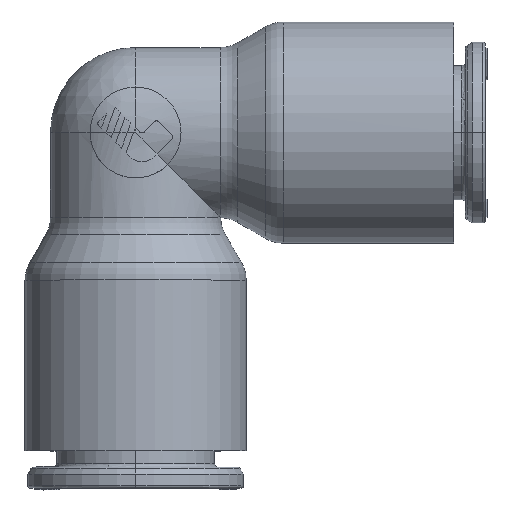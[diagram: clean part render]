
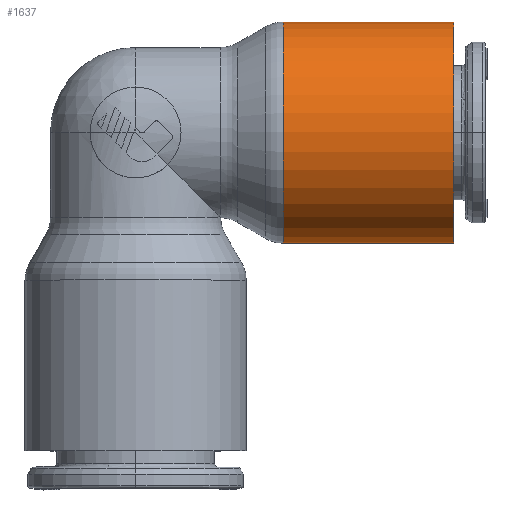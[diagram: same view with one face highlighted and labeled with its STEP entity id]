
A CAD part, top view. The second image highlights one B-rep face of the part: STEP entity #1637.
In plain terms, the highlighted cylindrical face has radius 9.49 mm (diameter 18.98 mm), a partial arc.
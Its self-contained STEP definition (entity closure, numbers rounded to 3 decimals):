
#1637=ADVANCED_FACE('',(#4445),#4446,.T.);
#4445=FACE_OUTER_BOUND('',#13181,.T.);
#4446=CYLINDRICAL_SURFACE('',#13182,9.49);
#13181=EDGE_LOOP('',(#23585,#23586,#23587,#23588));
#13182=AXIS2_PLACEMENT_3D('',#23589,#23590,#23591);
#23585=ORIENTED_EDGE('',*,*,#27124,.F.);
#23586=ORIENTED_EDGE('',*,*,#27120,.F.);
#23587=ORIENTED_EDGE('',*,*,#27123,.T.);
#23588=ORIENTED_EDGE('',*,*,#27132,.F.);
#23589=CARTESIAN_POINT('',(-9.03,0.0,0.0));
#23590=DIRECTION('',(-1.0,-0.0,0.0));
#23591=DIRECTION('',(0.0,-1.0,0.0));
#27120=EDGE_CURVE('',#32672,#32673,#32674,.T.);
#27123=EDGE_CURVE('',#32672,#32677,#32678,.T.);
#27124=EDGE_CURVE('',#32673,#32679,#32680,.T.);
#27132=EDGE_CURVE('',#32679,#32677,#32690,.T.);
#32672=VERTEX_POINT('',#44584);
#32673=VERTEX_POINT('',#44585);
#32674=CIRCLE('',#44586,9.49);
#32677=VERTEX_POINT('',#44589);
#32678=LINE('',#44590,#44591);
#32679=VERTEX_POINT('',#44592);
#32680=LINE('',#44593,#44594);
#32690=CIRCLE('',#44606,9.49);
#44584=CARTESIAN_POINT('',(27.3,9.49,0.0));
#44585=CARTESIAN_POINT('',(27.3,-9.49,0.0));
#44586=AXIS2_PLACEMENT_3D('',#49561,#49562,#49563);
#44589=CARTESIAN_POINT('',(12.654,9.49,0.004));
#44590=CARTESIAN_POINT('',(27.3,9.49,0.0));
#44591=VECTOR('',#49570,14.646);
#44592=CARTESIAN_POINT('',(12.654,-9.49,-0.004));
#44593=CARTESIAN_POINT('',(27.3,-9.49,0.0));
#44594=VECTOR('',#49571,14.646);
#44606=AXIS2_PLACEMENT_3D('',#49589,#49590,#49591);
#49561=CARTESIAN_POINT('',(27.3,0.0,0.0));
#49562=DIRECTION('',(1.0,0.0,0.0));
#49563=DIRECTION('',(0.0,1.0,0.0));
#49570=DIRECTION('',(-1.0,0.0,0.0));
#49571=DIRECTION('',(-1.0,0.0,0.0));
#49589=CARTESIAN_POINT('',(12.654,0.0,0.0));
#49590=DIRECTION('',(-1.0,0.0,0.0));
#49591=DIRECTION('',(0.0,-1.0,0.0));
